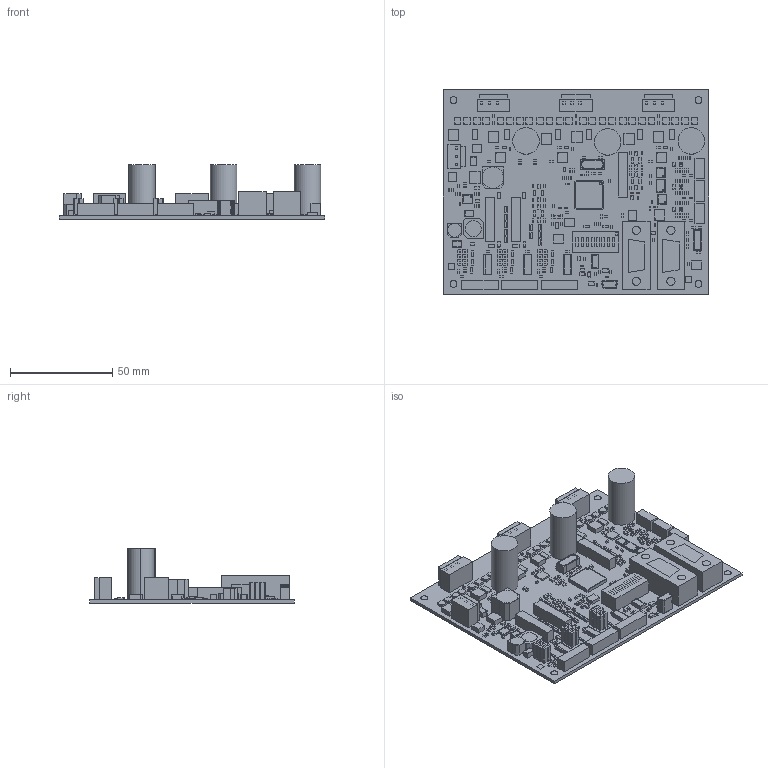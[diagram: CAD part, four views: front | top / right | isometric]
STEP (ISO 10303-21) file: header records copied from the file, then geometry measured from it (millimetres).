
FILE_DESCRIPTION(('STEP AP214'),'1');
FILE_NAME('07004311_TMCM-3110_V11.step','2016-08-03T07:27:57',(' '),(' '),'Spatial InterOp 3D',' ',' ');
FILE_SCHEMA(('automotive_design'));
Length unit declared in the file: millimetre
Products named in the file (206): 1; 2; 3; 4; 5; 6; 7; 8; 9; 10; 11; 12; 13; 14; 15; 16; 17; 18; 19; 20; 21; 22; 23; 24; 25; 26; 27; 28; 29; 30; 31; 32; 33; 34; 35; 36; 37; 38; 39; 40 ...
Bounding box: 130 x 100 x 26.62 mm (x, y, z)
Volume: 93994.3 mm3; surface area: 73252.2 mm2
Topology: 206 solids, 206 shells, 2834 faces, 6258 edges, 4172 vertices
Faces by surface type: plane 2595, cylinder 239
Entity records: 104211 total; most frequent: CARTESIAN_POINT 13470, DIRECTION 12816, ORIENTED_EDGE 12516, EDGE_CURVE 6258, LINE 5780, VECTOR 5780, VERTEX_POINT 4172, AXIS2_PLACEMENT_3D 3518
